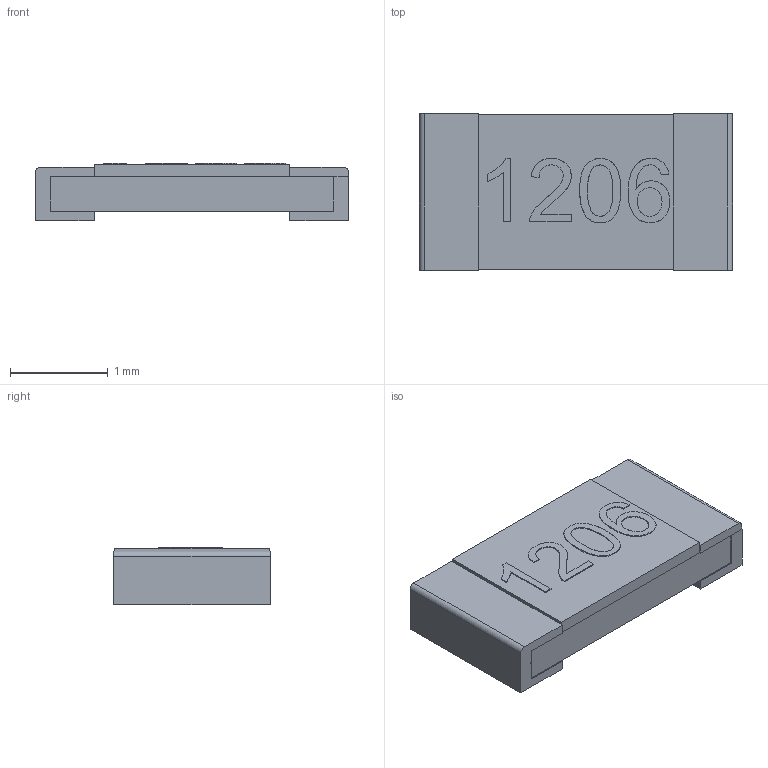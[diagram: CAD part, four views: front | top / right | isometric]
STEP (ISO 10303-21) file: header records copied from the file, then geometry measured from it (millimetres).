
FILE_DESCRIPTION(/* description */ (''),/* implementation_level */ '2;1');
FILE_NAME(/* name */ 'resistencia_smd_1206.step',/* time_stamp */ '2020-02-27T09:14:39-06:00',/* author */ (''),/* organization */ (''),/* preprocessor_version */ 'ST-DEVELOPER v18',/* originating_system */ 'Autodesk Translation Framework v8.12.0.6',/* authorisation */ '');
FILE_SCHEMA (('AUTOMOTIVE_DESIGN { 1 0 10303 214 3 1 1 }'));
Length unit declared in the file: millimetre
Products named in the file (1): resistencia_smd_1206
Bounding box: 3.2 x 1.6 x 0.59 mm (x, y, z)
Volume: 2.6 mm3; surface area: 30.5 mm2
Topology: 4 solids, 4 shells, 120 faces, 317 edges, 211 vertices
Faces by surface type: bspline 69, plane 49, cylinder 2
Entity records: 4389 total; most frequent: CARTESIAN_POINT 1822, ORIENTED_EDGE 634, EDGE_CURVE 317, DIRECTION 287, VERTEX_POINT 211, LINE 175, VECTOR 175, B_SPLINE_CURVE_WITH_KNOTS 138
